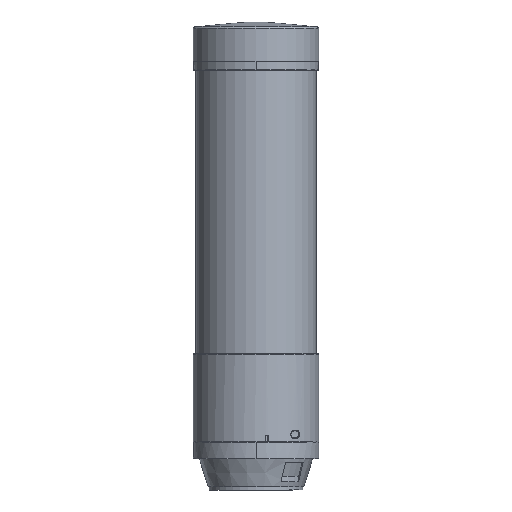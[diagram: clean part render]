
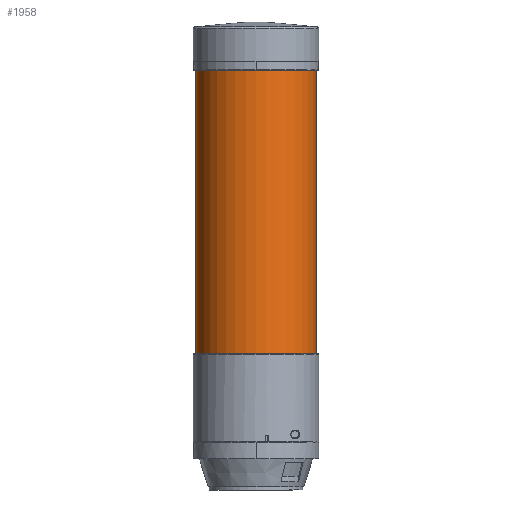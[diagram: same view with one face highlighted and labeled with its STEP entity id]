
A CAD part, front view. The second image highlights one B-rep face of the part: STEP entity #1958.
In plain terms, the highlighted cylindrical face has radius 35 mm (diameter 70 mm), a partial arc.
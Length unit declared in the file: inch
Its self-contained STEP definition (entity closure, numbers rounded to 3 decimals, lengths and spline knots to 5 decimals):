
#62 = VERTEX_POINT ( 'NONE', #1046 ) ;
#722 = DIRECTION ( 'NONE',  ( 0., 0., 1. ) ) ;
#728 = DIRECTION ( 'NONE',  ( 0., 0., 1. ) ) ;
#1046 = CARTESIAN_POINT ( 'NONE',  ( -1.37795, 0., 8.47787 ) ) ;
#1926 = CARTESIAN_POINT ( 'NONE',  ( 0., 0., 1.9838 ) ) ;
#1941 = EDGE_LOOP ( 'NONE', ( #5949, #7123, #4951, #5297 ) ) ;
#1958 = ADVANCED_FACE ( 'NONE', ( #4877 ), #3989, .T. ) ;
#2023 = CARTESIAN_POINT ( 'NONE',  ( -1.37795, 0., 1.9838 ) ) ;
#2077 = CIRCLE ( 'NONE', #5737, 1.37795 ) ;
#2324 = CARTESIAN_POINT ( 'NONE',  ( -1.37795, 0., 1.90157 ) ) ;
#2535 = CIRCLE ( 'NONE', #4286, 1.37795 ) ;
#2606 = VERTEX_POINT ( 'NONE', #9508 ) ;
#3035 = VERTEX_POINT ( 'NONE', #9085 ) ;
#3319 = CARTESIAN_POINT ( 'NONE',  ( 0., 0., 1.90157 ) ) ;
#3989 = CYLINDRICAL_SURFACE ( 'NONE', #7263, 1.37795 ) ;
#4225 = LINE ( 'NONE', #5809, #4743 ) ;
#4243 = CARTESIAN_POINT ( 'NONE',  ( 0., 0., 8.47787 ) ) ;
#4286 = AXIS2_PLACEMENT_3D ( 'NONE', #1926, #5269, #8600 ) ;
#4743 = VECTOR ( 'NONE', #722, 39.37008 ) ;
#4877 = FACE_OUTER_BOUND ( 'NONE', #1941, .T. ) ;
#4951 = ORIENTED_EDGE ( 'NONE', *, *, #8444, .T. ) ;
#5269 = DIRECTION ( 'NONE',  ( 0., 0., 1. ) ) ;
#5297 = ORIENTED_EDGE ( 'NONE', *, *, #7557, .T. ) ;
#5733 = DIRECTION ( 'NONE',  ( 1., 0., 0. ) ) ;
#5737 = AXIS2_PLACEMENT_3D ( 'NONE', #4243, #8457, #8241 ) ;
#5809 = CARTESIAN_POINT ( 'NONE',  ( 1.37795, 0., 1.90157 ) ) ;
#5949 = ORIENTED_EDGE ( 'NONE', *, *, #10799, .F. ) ;
#5981 = VECTOR ( 'NONE', #728, 39.37008 ) ;
#7084 = EDGE_CURVE ( 'NONE', #9852, #3035, #2535, .T. ) ;
#7123 = ORIENTED_EDGE ( 'NONE', *, *, #7084, .T. ) ;
#7263 = AXIS2_PLACEMENT_3D ( 'NONE', #3319, #9902, #5733 ) ;
#7557 = EDGE_CURVE ( 'NONE', #2606, #62, #2077, .T. ) ;
#8241 = DIRECTION ( 'NONE',  ( 1., 0., 0. ) ) ;
#8444 = EDGE_CURVE ( 'NONE', #3035, #2606, #4225, .T. ) ;
#8457 = DIRECTION ( 'NONE',  ( 0., 0., -1. ) ) ;
#8600 = DIRECTION ( 'NONE',  ( 1., 0., 0. ) ) ;
#9085 = CARTESIAN_POINT ( 'NONE',  ( 1.37795, 0., 1.9838 ) ) ;
#9508 = CARTESIAN_POINT ( 'NONE',  ( 1.37795, 0., 8.47787 ) ) ;
#9852 = VERTEX_POINT ( 'NONE', #2023 ) ;
#9902 = DIRECTION ( 'NONE',  ( 0., 0., 1. ) ) ;
#10587 = LINE ( 'NONE', #2324, #5981 ) ;
#10799 = EDGE_CURVE ( 'NONE', #9852, #62, #10587, .T. ) ;
